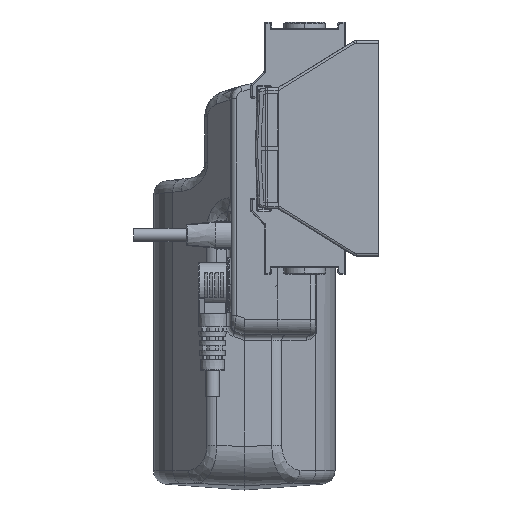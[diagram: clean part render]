
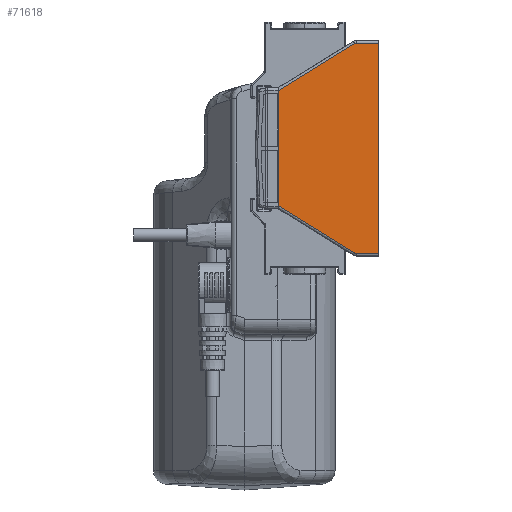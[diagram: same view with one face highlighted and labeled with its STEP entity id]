
A CAD part, left-side view. The second image highlights one B-rep face of the part: STEP entity #71618.
In plain terms, the highlighted planar face has unit normal (-1, 0, 0).
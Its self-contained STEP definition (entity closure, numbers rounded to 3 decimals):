
#1373 = FACE_OUTER_BOUND ( 'NONE', #58991, .T. ) ;
#17344 = LINE ( 'NONE', #23136, #17349 ) ;
#17349 = VECTOR ( 'NONE', #23137, 1000. ) ;
#17363 = VECTOR ( 'NONE', #23162, 1000. ) ;
#17369 = LINE ( 'NONE', #23144, #17363 ) ;
#17999 = CARTESIAN_POINT ( 'NONE',  ( -464.818, 10.1, -21.887 ) ) ;
#18030 = CARTESIAN_POINT ( 'NONE',  ( -464.818, 10.1, 21.887 ) ) ;
#18982 = CARTESIAN_POINT ( 'NONE',  ( -464.818, -28., 40. ) ) ;
#18984 = CARTESIAN_POINT ( 'NONE',  ( -464.818, -19.567, 40. ) ) ;
#18986 = CARTESIAN_POINT ( 'NONE',  ( -464.818, -19.042, 39.851 ) ) ;
#18987 = CARTESIAN_POINT ( 'NONE',  ( -464.818, -19.567, -40. ) ) ;
#18990 = CARTESIAN_POINT ( 'NONE',  ( -464.818, -28., -40. ) ) ;
#18991 = CARTESIAN_POINT ( 'NONE',  ( -464.818, -19.042, -39.851 ) ) ;
#23136 = CARTESIAN_POINT ( 'NONE',  ( -464.818, 12.558, 20.372 ) ) ;
#23137 = DIRECTION ( 'NONE',  ( 0., 0.851, -0.525 ) ) ;
#23144 = CARTESIAN_POINT ( 'NONE',  ( -464.818, 12.558, -20.372 ) ) ;
#23162 = DIRECTION ( 'NONE',  ( 0., -0.851, -0.525 ) ) ;
#26778 = EDGE_CURVE ( 'NONE', #85206, #85265, #83970, .T. ) ;
#49103 = EDGE_CURVE ( 'NONE', #87352, #87357, #103595, .T. ) ;
#49105 = EDGE_CURVE ( 'NONE', #87357, #87362, #103609, .T. ) ;
#49110 = EDGE_CURVE ( 'NONE', #87364, #87370, #103622, .T. ) ;
#49114 = EDGE_CURVE ( 'NONE', #87373, #87364, #103643, .T. ) ;
#49201 = EDGE_CURVE ( 'NONE', #87370, #87352, #103927, .T. ) ;
#58991 = EDGE_LOOP ( 'NONE', ( #92399, #92402, #92411, #92398, #92425, #92404, #92412, #92410 ) ) ;
#71618 = ADVANCED_FACE ( 'NONE', ( #1373 ), #126313, .T. ) ;
#83970 = LINE ( 'NONE', #87292, #83986 ) ;
#83986 = VECTOR ( 'NONE', #87303, 1000. ) ;
#85206 = VERTEX_POINT ( 'NONE', #17999 ) ;
#85265 = VERTEX_POINT ( 'NONE', #18030 ) ;
#87292 = CARTESIAN_POINT ( 'NONE',  ( -464.818, 10.1, -25. ) ) ;
#87303 = DIRECTION ( 'NONE',  ( 0., 0., 1. ) ) ;
#87352 = VERTEX_POINT ( 'NONE', #18982 ) ;
#87357 = VERTEX_POINT ( 'NONE', #18984 ) ;
#87362 = VERTEX_POINT ( 'NONE', #18986 ) ;
#87364 = VERTEX_POINT ( 'NONE', #18987 ) ;
#87370 = VERTEX_POINT ( 'NONE', #18990 ) ;
#87373 = VERTEX_POINT ( 'NONE', #18991 ) ;
#90483 = EDGE_CURVE ( 'NONE', #87362, #85265, #17344, .T. ) ;
#90524 = EDGE_CURVE ( 'NONE', #85206, #87373, #17369, .T. ) ;
#92398 = ORIENTED_EDGE ( 'NONE', *, *, #49110, .T. ) ;
#92399 = ORIENTED_EDGE ( 'NONE', *, *, #26778, .F. ) ;
#92402 = ORIENTED_EDGE ( 'NONE', *, *, #90524, .T. ) ;
#92404 = ORIENTED_EDGE ( 'NONE', *, *, #49103, .T. ) ;
#92410 = ORIENTED_EDGE ( 'NONE', *, *, #90483, .T. ) ;
#92411 = ORIENTED_EDGE ( 'NONE', *, *, #49114, .T. ) ;
#92412 = ORIENTED_EDGE ( 'NONE', *, *, #49105, .T. ) ;
#92425 = ORIENTED_EDGE ( 'NONE', *, *, #49201, .T. ) ;
#103581 = VECTOR ( 'NONE', #107131, 1000. ) ;
#103592 = VECTOR ( 'NONE', #107171, 1000. ) ;
#103595 = LINE ( 'NONE', #107118, #103581 ) ;
#103609 = CIRCLE ( 'NONE', #110194, 1. ) ;
#103622 = LINE ( 'NONE', #107158, #103592 ) ;
#103643 = CIRCLE ( 'NONE', #110206, 1. ) ;
#103927 = LINE ( 'NONE', #107775, #103929 ) ;
#103929 = VECTOR ( 'NONE', #107776, 1000. ) ;
#107118 = CARTESIAN_POINT ( 'NONE',  ( -464.818, 0., 40. ) ) ;
#107129 = CARTESIAN_POINT ( 'NONE',  ( -464.818, -19.567, 39. ) ) ;
#107131 = DIRECTION ( 'NONE',  ( 0., 1., 0. ) ) ;
#107141 = DIRECTION ( 'NONE',  ( -1., 0., 0. ) ) ;
#107143 = DIRECTION ( 'NONE',  ( 0., 0., 1. ) ) ;
#107158 = CARTESIAN_POINT ( 'NONE',  ( -464.818, 0., -40. ) ) ;
#107171 = DIRECTION ( 'NONE',  ( 0., -1., 0. ) ) ;
#107191 = CARTESIAN_POINT ( 'NONE',  ( -464.818, -19.567, -39. ) ) ;
#107195 = DIRECTION ( 'NONE',  ( -1., 0., 0. ) ) ;
#107196 = DIRECTION ( 'NONE',  ( 0., 0., 1. ) ) ;
#107775 = CARTESIAN_POINT ( 'NONE',  ( -464.818, -28., -41. ) ) ;
#107776 = DIRECTION ( 'NONE',  ( 0., 0., 1. ) ) ;
#110194 = AXIS2_PLACEMENT_3D ( 'NONE', #107129, #107141, #107143 ) ;
#110206 = AXIS2_PLACEMENT_3D ( 'NONE', #107191, #107195, #107196 ) ;
#123614 = AXIS2_PLACEMENT_3D ( 'NONE', #126295, #126339, #126341 ) ;
#126295 = CARTESIAN_POINT ( 'NONE',  ( -464.818, 0., 0. ) ) ;
#126313 = PLANE ( 'NONE',  #123614 ) ;
#126339 = DIRECTION ( 'NONE',  ( -1., 0., 0. ) ) ;
#126341 = DIRECTION ( 'NONE',  ( 0., 0., 1. ) ) ;
